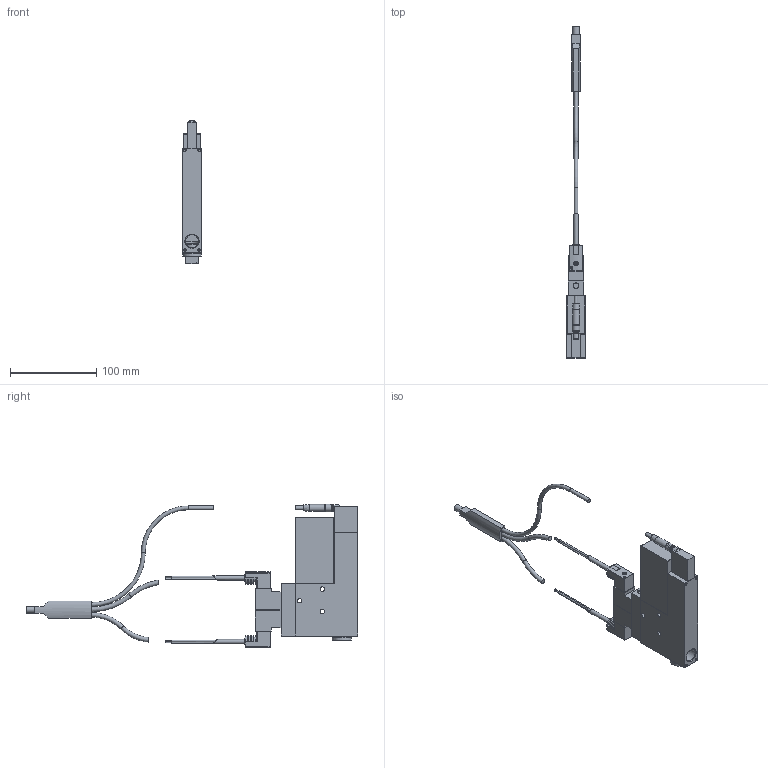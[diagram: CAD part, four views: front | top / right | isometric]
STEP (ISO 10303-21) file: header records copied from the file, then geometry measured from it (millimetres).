
FILE_DESCRIPTION(/* description */ ('STEP AP214'),/* implementation_level */ '2;1');
FILE_NAME(/* name */ '171064_VADMI-300-LS-N',/* time_stamp */ '2024-09-16T06:30:36+02:00',/* author */ ('License CC BY-ND 4.0'),/* organization */ ('CADENAS'),/* preprocessor_version */ 'ST-DEVELOPER v19.3',/* originating_system */ 'PARTsolutions',/* authorisation */ ' ');
FILE_SCHEMA (('AUTOMOTIVE_DESIGN {1 0 10303 214 3 1 1}'));
Length unit declared in the file: millimetre
Products named in the file (6): 171064 VADMI-300-LS-N; 171064 VADMI-300-LS-N_(p); 3570 B-3/8; 171064 VADMI-300-LS-N (l); 151688 KMEB-1-24-2.5-LED---(part); 171064 VADMI-300-LS-N (dose)
Assembly tree (6 placements, depth 2):
  171064 VADMI-300-LS-N
    171064 VADMI-300-LS-N_(p)
    3570 B-3/8
    171064 VADMI-300-LS-N (l)
    151688 KMEB-1-24-2.5-LED---(part)  x2
    171064 VADMI-300-LS-N (dose)
Bounding box: 22 x 385.65 x 167.15 mm (x, y, z)
Volume: 284693 mm3; surface area: 65631 mm2
Topology: 6 solids, 6 shells, 450 faces, 1042 edges, 682 vertices
Faces by surface type: plane 278, cylinder 135, cone 24, torus 9, sphere 4
Full cylindrical faces by diameter (mm): 1 x14, 2.013 x2, 2.459 x4, 2.5 x4, 3 x2, 3.8 x2, 4 x2, 4.5 x2, 5 x4, 5.2 x7, 5.4 x1, 5.5 x1, 6.5 x4, 6.917 x1, 7 x1, 7.4 x1, 7.5 x2, 7.6 x1, 8 x2, 9 x1, 11.445 x1, 14.95 x2, 16.662 x1, 19.8 x1, 22 x2
Entity records: 10610 total; most frequent: DIRECTION 1542, CARTESIAN_POINT 1496, ORIENTED_EDGE 1274, EDGE_CURVE 637, AXIS2_PLACEMENT_3D 582, EDGE_LOOP 485, FACE_BOUND 485, VERTEX_POINT 468
